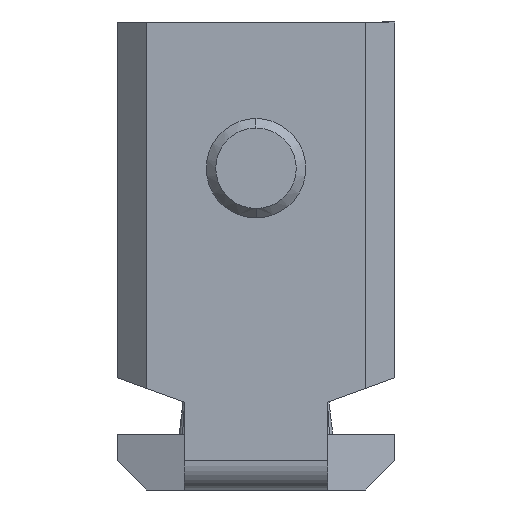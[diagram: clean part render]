
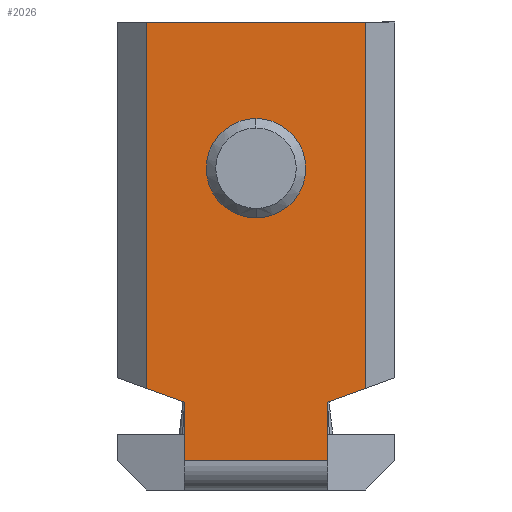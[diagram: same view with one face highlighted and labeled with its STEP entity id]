
A CAD part, front view. The second image highlights one B-rep face of the part: STEP entity #2026.
In plain terms, the highlighted planar face has unit normal (0, -1, 0).
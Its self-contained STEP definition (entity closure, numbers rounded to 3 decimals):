
#72 = CARTESIAN_POINT ( 'NONE',  ( -7.5, 0., 6.946 ) ) ;
#91 = LINE ( 'NONE', #3693, #1637 ) ;
#96 = CARTESIAN_POINT ( 'NONE',  ( 0., 0., 18.6 ) ) ;
#234 = AXIS2_PLACEMENT_3D ( 'NONE', #2881, #512, #4570 ) ;
#275 = VECTOR ( 'NONE', #3447, 1000. ) ;
#300 = LINE ( 'NONE', #1088, #275 ) ;
#350 = CARTESIAN_POINT ( 'NONE',  ( 4.9, 0., 2. ) ) ;
#373 = VECTOR ( 'NONE', #1888, 1000. ) ;
#512 = DIRECTION ( 'NONE',  ( 0., 1., 0. ) ) ;
#563 = CARTESIAN_POINT ( 'NONE',  ( 0., 0., 25.4 ) ) ;
#722 = DIRECTION ( 'NONE',  ( 0., 0., 1. ) ) ;
#724 = DIRECTION ( 'NONE',  ( 0., -1., 0. ) ) ;
#726 = CARTESIAN_POINT ( 'NONE',  ( 0., 0., 22. ) ) ;
#1088 = CARTESIAN_POINT ( 'NONE',  ( 7.5, 0., 32. ) ) ;
#1249 = DIRECTION ( 'NONE',  ( -1., 0., 0. ) ) ;
#1257 = CARTESIAN_POINT ( 'NONE',  ( 4.9, 0., 2. ) ) ;
#1551 = VECTOR ( 'NONE', #3359, 1000. ) ;
#1559 = LINE ( 'NONE', #3375, #1551 ) ;
#1637 = VECTOR ( 'NONE', #3688, 1000. ) ;
#1674 = DIRECTION ( 'NONE',  ( 0., 0., 1. ) ) ;
#1681 = CARTESIAN_POINT ( 'NONE',  ( -7.5, 0., 32. ) ) ;
#1846 = DIRECTION ( 'NONE',  ( 0., 0., 1. ) ) ;
#1881 = CIRCLE ( 'NONE', #3066, 3.4 ) ;
#1888 = DIRECTION ( 'NONE',  ( 0.94, 0., -0.342 ) ) ;
#1900 = CARTESIAN_POINT ( 'NONE',  ( 4.9, 0., 9.8 ) ) ;
#1911 = CARTESIAN_POINT ( 'NONE',  ( 7.5, 0., 32. ) ) ;
#1945 = CARTESIAN_POINT ( 'NONE',  ( -9.5, 0., 7.674 ) ) ;
#1984 = VERTEX_POINT ( 'NONE', #72 ) ;
#2013 = LINE ( 'NONE', #1257, #5216 ) ;
#2026 = ADVANCED_FACE ( 'NONE', ( #2688, #4791 ), #5169, .F. ) ;
#2073 = DIRECTION ( 'NONE',  ( 0., 0., 1. ) ) ;
#2091 = DIRECTION ( 'NONE',  ( 0., -1., 0. ) ) ;
#2095 = CARTESIAN_POINT ( 'NONE',  ( 0., 0., 22. ) ) ;
#2360 = CARTESIAN_POINT ( 'NONE',  ( -7.5, 0., 32. ) ) ;
#2385 = CARTESIAN_POINT ( 'NONE',  ( 4.9, 0., 6. ) ) ;
#2593 = VERTEX_POINT ( 'NONE', #3317 ) ;
#2681 = EDGE_CURVE ( 'NONE', #2593, #4148, #3538, .T. ) ;
#2688 = FACE_OUTER_BOUND ( 'NONE', #4030, .T. ) ;
#2699 = ORIENTED_EDGE ( 'NONE', *, *, #4473, .F. ) ;
#2756 = EDGE_CURVE ( 'NONE', #1984, #3720, #3367, .T. ) ;
#2767 = EDGE_CURVE ( 'NONE', #5350, #4148, #3200, .T. ) ;
#2791 = EDGE_CURVE ( 'NONE', #1984, #4164, #3106, .T. ) ;
#2815 = AXIS2_PLACEMENT_3D ( 'NONE', #2095, #2091, #2073 ) ;
#2834 = EDGE_CURVE ( 'NONE', #4281, #2593, #300, .T. ) ;
#2865 = EDGE_CURVE ( 'NONE', #3022, #4801, #1881, .T. ) ;
#2881 = CARTESIAN_POINT ( 'NONE',  ( 4.9, 0., 32. ) ) ;
#2970 = DIRECTION ( 'NONE',  ( -0.94, 0., -0.342 ) ) ;
#3008 = CARTESIAN_POINT ( 'NONE',  ( 7.5, 0., 6.946 ) ) ;
#3020 = VECTOR ( 'NONE', #1674, 1000. ) ;
#3022 = VERTEX_POINT ( 'NONE', #96 ) ;
#3066 = AXIS2_PLACEMENT_3D ( 'NONE', #726, #724, #722 ) ;
#3106 = LINE ( 'NONE', #1681, #3020 ) ;
#3136 = ORIENTED_EDGE ( 'NONE', *, *, #2681, .F. ) ;
#3180 = VECTOR ( 'NONE', #1846, 1000. ) ;
#3200 = LINE ( 'NONE', #1900, #3180 ) ;
#3228 = ORIENTED_EDGE ( 'NONE', *, *, #2834, .F. ) ;
#3317 = CARTESIAN_POINT ( 'NONE',  ( 7.5, 0., 6.946 ) ) ;
#3349 = VERTEX_POINT ( 'NONE', #4345 ) ;
#3359 = DIRECTION ( 'NONE',  ( 0., 0., 1. ) ) ;
#3367 = LINE ( 'NONE', #1945, #373 ) ;
#3375 = CARTESIAN_POINT ( 'NONE',  ( -4.9, 0., 9.8 ) ) ;
#3447 = DIRECTION ( 'NONE',  ( 0., 0., -1. ) ) ;
#3469 = VECTOR ( 'NONE', #2970, 1000. ) ;
#3495 = ORIENTED_EDGE ( 'NONE', *, *, #2756, .T. ) ;
#3538 = LINE ( 'NONE', #3008, #3469 ) ;
#3557 = ORIENTED_EDGE ( 'NONE', *, *, #4224, .F. ) ;
#3674 = ORIENTED_EDGE ( 'NONE', *, *, #2865, .F. ) ;
#3682 = ORIENTED_EDGE ( 'NONE', *, *, #2791, .F. ) ;
#3688 = DIRECTION ( 'NONE',  ( -1., 0., 0. ) ) ;
#3693 = CARTESIAN_POINT ( 'NONE',  ( 4.9, 0., 32. ) ) ;
#3720 = VERTEX_POINT ( 'NONE', #4249 ) ;
#3770 = EDGE_CURVE ( 'NONE', #4281, #4164, #91, .T. ) ;
#3772 = EDGE_LOOP ( 'NONE', ( #3557, #3674 ) ) ;
#3811 = EDGE_CURVE ( 'NONE', #3349, #3720, #1559, .T. ) ;
#3897 = CIRCLE ( 'NONE', #2815, 3.4 ) ;
#4030 = EDGE_LOOP ( 'NONE', ( #3495, #4468, #2699, #4818, #3136, #3228, #4134, #3682 ) ) ;
#4134 = ORIENTED_EDGE ( 'NONE', *, *, #3770, .T. ) ;
#4148 = VERTEX_POINT ( 'NONE', #2385 ) ;
#4164 = VERTEX_POINT ( 'NONE', #2360 ) ;
#4224 = EDGE_CURVE ( 'NONE', #4801, #3022, #3897, .T. ) ;
#4249 = CARTESIAN_POINT ( 'NONE',  ( -4.9, 0., 6. ) ) ;
#4281 = VERTEX_POINT ( 'NONE', #1911 ) ;
#4345 = CARTESIAN_POINT ( 'NONE',  ( -4.9, 0., 2. ) ) ;
#4468 = ORIENTED_EDGE ( 'NONE', *, *, #3811, .F. ) ;
#4473 = EDGE_CURVE ( 'NONE', #5350, #3349, #2013, .T. ) ;
#4570 = DIRECTION ( 'NONE',  ( 0., 0., 1. ) ) ;
#4791 = FACE_BOUND ( 'NONE', #3772, .T. ) ;
#4801 = VERTEX_POINT ( 'NONE', #563 ) ;
#4818 = ORIENTED_EDGE ( 'NONE', *, *, #2767, .T. ) ;
#5169 = PLANE ( 'NONE',  #234 ) ;
#5216 = VECTOR ( 'NONE', #1249, 1000. ) ;
#5350 = VERTEX_POINT ( 'NONE', #350 ) ;
